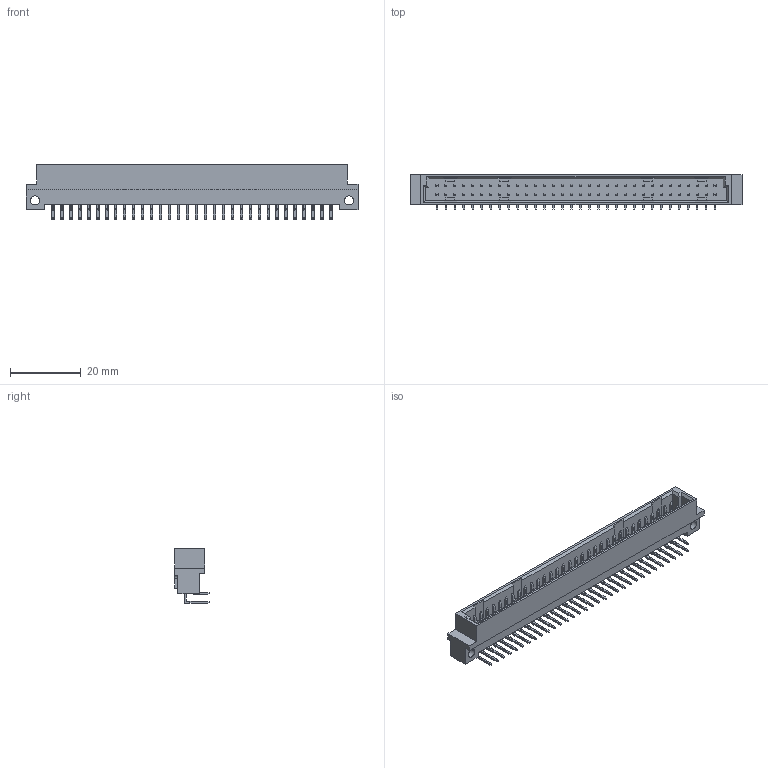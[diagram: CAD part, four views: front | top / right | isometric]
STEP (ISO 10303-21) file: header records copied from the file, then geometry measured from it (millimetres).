
FILE_DESCRIPTION(('CoCreate Modeling STEP Export'),'2;1');
FILE_NAME('PCN10-64P-2.54DS.stp','2013-02-13T10:17:35',(''),(''),'CoCreate Modeling STEP processor for AP214 (Solid Model)','CoCreate Modeling 17.0 01-Apr-2010 (C) Parametric Technology GmbH','');
FILE_SCHEMA(('AUTOMOTIVE_DESIGN { 1 0 10303 214 1 1 1 1 }'));
Length unit declared in the file: millimetre
Products named in the file (1): PCN10-64P-2.54DS
Bounding box: 94 x 9.85 x 15.48 mm (x, y, z)
Volume: 4708.1 mm3; surface area: 7236.1 mm2
Topology: 1 solids, 1 shells, 1685 faces, 3864 edges, 2318 vertices
Faces by surface type: plane 1679, cylinder 6
Entity records: 45438 total; most frequent: CARTESIAN_POINT 7857, ORIENTED_EDGE 7728, DIRECTION 7231, EDGE_CURVE 3864, VECTOR 3847, LINE 3847, VERTEX_POINT 2318, EDGE_LOOP 1826
